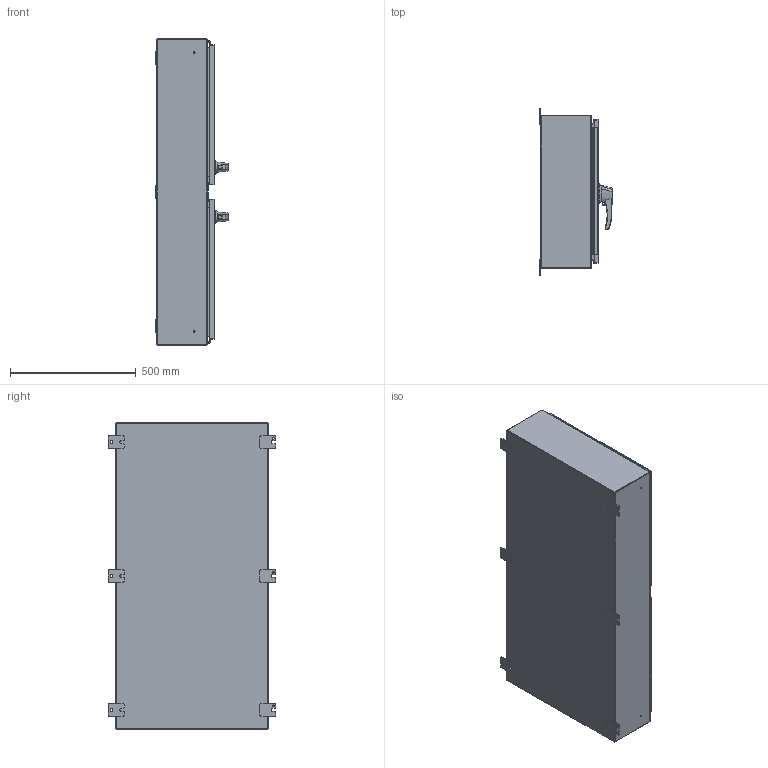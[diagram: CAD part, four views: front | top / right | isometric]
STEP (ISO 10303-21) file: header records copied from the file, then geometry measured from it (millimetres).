
FILE_DESCRIPTION (( 'STEP AP214' ), '1' );
FILE_NAME ('HN4WM24488SS.STEP', '2019-08-29T11:27:17', ( '' ), ( '' ), 'SwSTEP 2.0', 'SolidWorks 2018', '' );
FILE_SCHEMA (( 'AUTOMOTIVE_DESIGN' ));
Length unit declared in the file: inch
Products named in the file (1): HN4WM24488SS
Bounding box: 290.19 x 666.75 x 1219.2 mm (x, y, z)
Volume: 8743144.2 mm3; surface area: 7084950.3 mm2
Topology: 108 solids, 110 shells, 2624 faces, 6615 edges, 4258 vertices
Faces by surface type: plane 1243, cylinder 1101, bspline 148, cone 132
Entity records: 126420 total; most frequent: CARTESIAN_POINT 27846, ORIENTED_EDGE 13202, DIRECTION 12951, EDGE_CURVE 6601, AXIS2_PLACEMENT_3D 4675, VERTEX_POINT 4258, LINE 3601, VECTOR 3601
